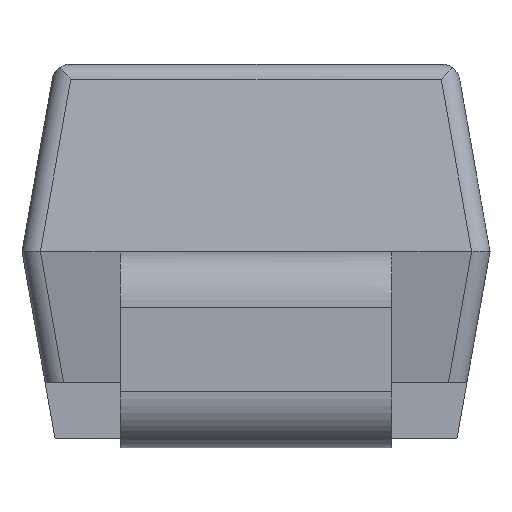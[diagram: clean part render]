
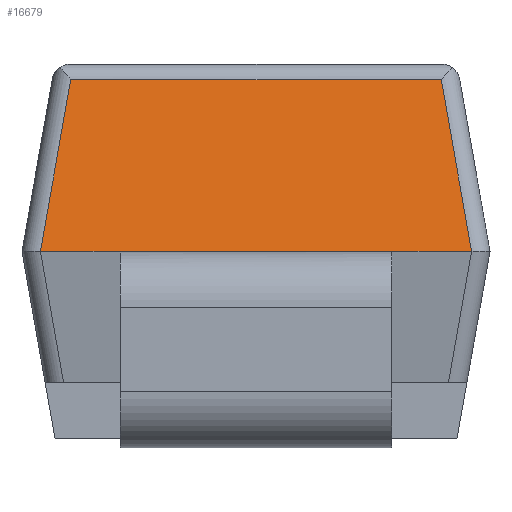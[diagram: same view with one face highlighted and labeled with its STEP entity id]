
A CAD part, left-side view. The second image highlights one B-rep face of the part: STEP entity #16679.
In plain terms, the highlighted planar face has unit normal (-0.985, 0, 0.174).
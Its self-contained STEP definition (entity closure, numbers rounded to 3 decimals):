
#792 = ORIENTED_EDGE ( 'NONE', *, *, #6977, .T. ) ;
#842 = CARTESIAN_POINT ( 'NONE',  ( -2.071, -1.098, 1.356 ) ) ;
#1210 = ORIENTED_EDGE ( 'NONE', *, *, #13798, .T. ) ;
#1256 = VECTOR ( 'NONE', #5937, 1000. ) ;
#1274 = CARTESIAN_POINT ( 'NONE',  ( -1.963, -0.99, 1.967 ) ) ;
#1670 = VECTOR ( 'NONE', #13095, 1000. ) ;
#1683 = VERTEX_POINT ( 'NONE', #7829 ) ;
#1794 = B_SPLINE_CURVE_WITH_KNOTS ( 'NONE', 3,
 ( #16043, #14784, #12194, #14544 ),
 .UNSPECIFIED., .F., .F.,
 ( 4, 4 ),
 ( 0., 1. ),
 .UNSPECIFIED. ) ;
#2542 = DIRECTION ( 'NONE',  ( -0.985, 0., 0.174 ) ) ;
#2556 = LINE ( 'NONE', #7825, #1670 ) ;
#2715 = FACE_OUTER_BOUND ( 'NONE', #13622, .T. ) ;
#2991 = VECTOR ( 'NONE', #9174, 1000. ) ;
#3387 = EDGE_CURVE ( 'NONE', #1683, #14006, #5315, .T. ) ;
#3420 = VECTOR ( 'NONE', #11258, 1000. ) ;
#3795 = B_SPLINE_CURVE_WITH_KNOTS ( 'NONE', 3,
 ( #7443, #842, #14181, #6404 ),
 .UNSPECIFIED., .F., .F.,
 ( 4, 4 ),
 ( 0., 1. ),
 .UNSPECIFIED. ) ;
#4376 = CARTESIAN_POINT ( 'NONE',  ( -2.125, -1.152, 1.05 ) ) ;
#4549 = LINE ( 'NONE', #11458, #1256 ) ;
#5315 = LINE ( 'NONE', #10562, #2991 ) ;
#5446 = EDGE_CURVE ( 'NONE', #7911, #14405, #3795, .T. ) ;
#5937 = DIRECTION ( 'NONE',  ( 0., -1., 0. ) ) ;
#6008 = CARTESIAN_POINT ( 'NONE',  ( -2.125, -0.725, 1.05 ) ) ;
#6106 = ORIENTED_EDGE ( 'NONE', *, *, #15582, .F. ) ;
#6404 = CARTESIAN_POINT ( 'NONE',  ( -1.963, -0.99, 1.967 ) ) ;
#6682 = PLANE ( 'NONE',  #15055 ) ;
#6977 = EDGE_CURVE ( 'NONE', #16472, #1683, #14031, .T. ) ;
#7290 = VERTEX_POINT ( 'NONE', #7783 ) ;
#7443 = CARTESIAN_POINT ( 'NONE',  ( -2.125, -1.152, 1.05 ) ) ;
#7472 = CARTESIAN_POINT ( 'NONE',  ( -2.125, 1.25, 1.05 ) ) ;
#7783 = CARTESIAN_POINT ( 'NONE',  ( -1.963, 0.99, 1.967 ) ) ;
#7825 = CARTESIAN_POINT ( 'NONE',  ( -2.125, 1.25, 1.05 ) ) ;
#7829 = CARTESIAN_POINT ( 'NONE',  ( -2.125, 0.725, 1.05 ) ) ;
#7911 = VERTEX_POINT ( 'NONE', #4376 ) ;
#9174 = DIRECTION ( 'NONE',  ( 0., -1., 0. ) ) ;
#9194 = EDGE_CURVE ( 'NONE', #7290, #16472, #1794, .T. ) ;
#9926 = ORIENTED_EDGE ( 'NONE', *, *, #3387, .T. ) ;
#10499 = CARTESIAN_POINT ( 'NONE',  ( -2.125, 1.152, 1.05 ) ) ;
#10562 = CARTESIAN_POINT ( 'NONE',  ( -2.125, 1.25, 1.05 ) ) ;
#11258 = DIRECTION ( 'NONE',  ( 0., -1., 0. ) ) ;
#11288 = ORIENTED_EDGE ( 'NONE', *, *, #5446, .T. ) ;
#11458 = CARTESIAN_POINT ( 'NONE',  ( -1.963, 0., 1.967 ) ) ;
#11620 = CARTESIAN_POINT ( 'NONE',  ( -2.125, 1.25, 1.05 ) ) ;
#11852 = DIRECTION ( 'NONE',  ( 0.174, 0., 0.985 ) ) ;
#12194 = CARTESIAN_POINT ( 'NONE',  ( -2.071, 1.098, 1.356 ) ) ;
#13095 = DIRECTION ( 'NONE',  ( 0., -1., 0. ) ) ;
#13622 = EDGE_LOOP ( 'NONE', ( #792, #9926, #1210, #11288, #6106, #14630 ) ) ;
#13798 = EDGE_CURVE ( 'NONE', #14006, #7911, #2556, .T. ) ;
#14006 = VERTEX_POINT ( 'NONE', #6008 ) ;
#14031 = LINE ( 'NONE', #7472, #3420 ) ;
#14181 = CARTESIAN_POINT ( 'NONE',  ( -2.017, -1.044, 1.662 ) ) ;
#14405 = VERTEX_POINT ( 'NONE', #1274 ) ;
#14544 = CARTESIAN_POINT ( 'NONE',  ( -2.125, 1.152, 1.05 ) ) ;
#14630 = ORIENTED_EDGE ( 'NONE', *, *, #9194, .T. ) ;
#14784 = CARTESIAN_POINT ( 'NONE',  ( -2.017, 1.044, 1.662 ) ) ;
#15055 = AXIS2_PLACEMENT_3D ( 'NONE', #11620, #2542, #11852 ) ;
#15582 = EDGE_CURVE ( 'NONE', #7290, #14405, #4549, .T. ) ;
#16043 = CARTESIAN_POINT ( 'NONE',  ( -1.963, 0.99, 1.967 ) ) ;
#16472 = VERTEX_POINT ( 'NONE', #10499 ) ;
#16679 = ADVANCED_FACE ( 'NONE', ( #2715 ), #6682, .T. ) ;
